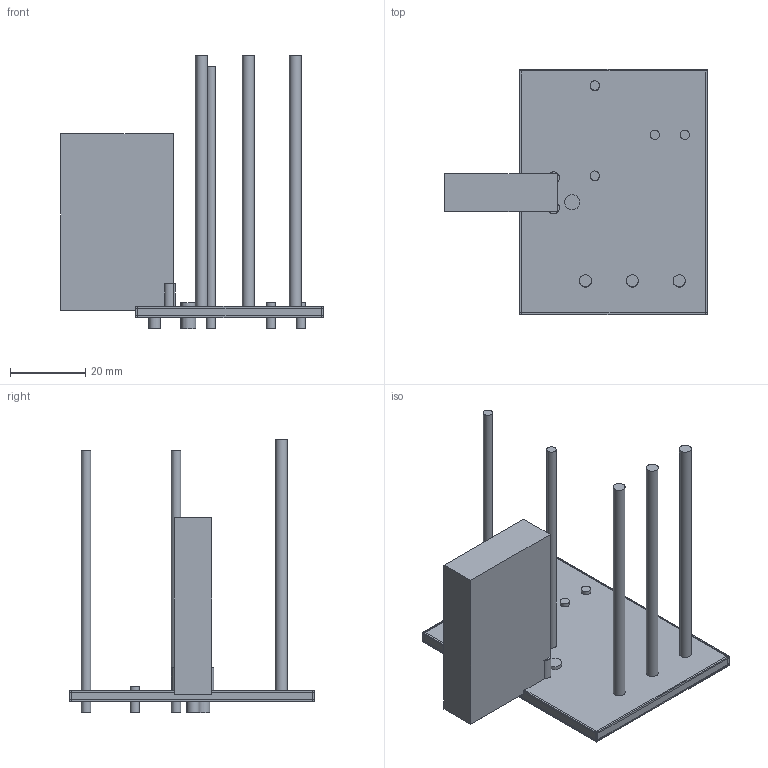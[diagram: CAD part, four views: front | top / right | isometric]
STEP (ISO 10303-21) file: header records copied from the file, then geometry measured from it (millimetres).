
FILE_DESCRIPTION(('FreeCAD Model'),'2;1');
FILE_NAME('Verbindung X Mittelplatte.step','2020-08-04T15:30:01',('Author'),(''), 'Open CASCADE STEP processor 7.3','FreeCAD','Unknown');
FILE_SCHEMA(('AUTOMOTIVE_DESIGN { 1 0 10303 214 1 1 1 1 }'));
Length unit declared in the file: millimetre
Products named in the file (15): Mittelplatte; Fusion021; Cylinder117; Cube049; Cylinder124; Cylinder122; Cylinder119; Cylinder121; Cylinder116; Cylinder120; Cylinder114; Body004; Cube054; Cylinder145; Cylinder146
Assembly tree (14 placements, depth 2):
  Mittelplatte
    Fusion021
    Cylinder117
    Cube049
    Cylinder124
    Cylinder122
    Cylinder119
    Cylinder121
    Cylinder116
    Cylinder120
    Cylinder114
    Body004
    Cube054
    Cylinder145
    Cylinder146
Bounding box: 70 x 65.5 x 73 mm (x, y, z)
Volume: 52839.3 mm3; surface area: 30533.7 mm2
Topology: 22 solids, 22 shells, 132 faces, 233 edges, 138 vertices
Faces by surface type: plane 75, cylinder 49, sphere 8
Full cylindrical faces by diameter (mm): 2.5 x12, 3.2 x13, 4 x3
Entity records: 6694 total; most frequent: DIRECTION 1055, CARTESIAN_POINT 976, LINE 475, VECTOR 475, ORIENTED_EDGE 450, PCURVE 450, DEFINITIONAL_REPRESENTATION 450, AXIS2_PLACEMENT_3D 249
